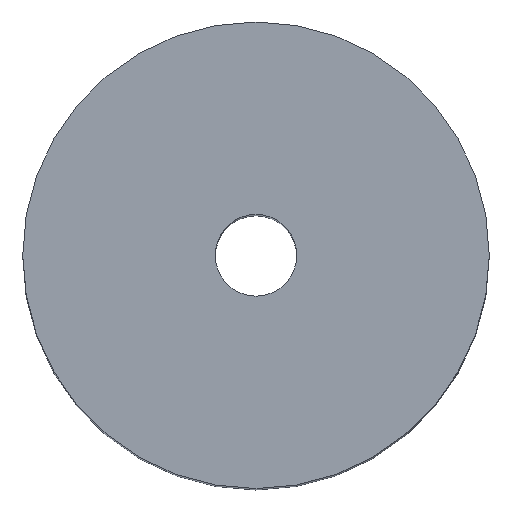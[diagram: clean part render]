
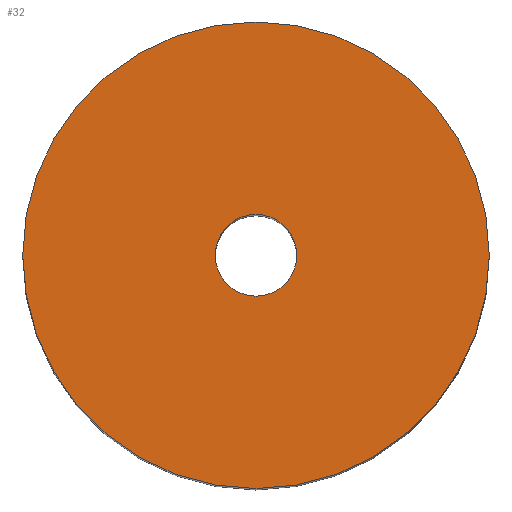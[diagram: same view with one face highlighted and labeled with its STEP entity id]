
A CAD part, top view. The second image highlights one B-rep face of the part: STEP entity #32.
In plain terms, the highlighted planar face has unit normal (0, 0, 1).
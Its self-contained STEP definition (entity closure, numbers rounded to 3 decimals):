
#1 = AXIS2_PLACEMENT_3D ( 'NONE', #117, #18, #100 ) ;
#2 = VERTEX_POINT ( 'NONE', #144 ) ;
#7 = FACE_BOUND ( 'NONE', #177, .T. ) ;
#8 = DIRECTION ( 'NONE',  ( -1., 0., 0. ) ) ;
#18 = DIRECTION ( 'NONE',  ( 0., 0., 1. ) ) ;
#25 = FACE_OUTER_BOUND ( 'NONE', #88, .T. ) ;
#26 = VERTEX_POINT ( 'NONE', #125 ) ;
#30 = CARTESIAN_POINT ( 'NONE',  ( 0., 0., 175. ) ) ;
#31 = DIRECTION ( 'NONE',  ( 0., 0., -1. ) ) ;
#32 = ADVANCED_FACE ( 'NONE', ( #7, #25 ), #236, .T. ) ;
#61 = VERTEX_POINT ( 'NONE', #109 ) ;
#72 = CIRCLE ( 'NONE', #169, 100. ) ;
#82 = CIRCLE ( 'NONE', #166, 17.5 ) ;
#88 = EDGE_LOOP ( 'NONE', ( #160, #120 ) ) ;
#93 = AXIS2_PLACEMENT_3D ( 'NONE', #204, #111, #147 ) ;
#100 = DIRECTION ( 'NONE',  ( 1., 0., 0. ) ) ;
#109 = CARTESIAN_POINT ( 'NONE',  ( -17.5, 0., 175. ) ) ;
#111 = DIRECTION ( 'NONE',  ( 0., 0., 1. ) ) ;
#115 = EDGE_CURVE ( 'NONE', #2, #61, #82, .T. ) ;
#117 = CARTESIAN_POINT ( 'NONE',  ( 0., 0., 175. ) ) ;
#120 = ORIENTED_EDGE ( 'NONE', *, *, #244, .T. ) ;
#125 = CARTESIAN_POINT ( 'NONE',  ( -100., 0., 175. ) ) ;
#134 = AXIS2_PLACEMENT_3D ( 'NONE', #30, #31, #8 ) ;
#144 = CARTESIAN_POINT ( 'NONE',  ( 17.5, 0., 175. ) ) ;
#146 = CARTESIAN_POINT ( 'NONE',  ( 0., 0., 175. ) ) ;
#147 = DIRECTION ( 'NONE',  ( 1., 0., 0. ) ) ;
#157 = VERTEX_POINT ( 'NONE', #239 ) ;
#159 = DIRECTION ( 'NONE',  ( 1., 0., 0. ) ) ;
#160 = ORIENTED_EDGE ( 'NONE', *, *, #203, .T. ) ;
#164 = DIRECTION ( 'NONE',  ( 0., 0., -1. ) ) ;
#165 = DIRECTION ( 'NONE',  ( -1., 0., 0. ) ) ;
#166 = AXIS2_PLACEMENT_3D ( 'NONE', #146, #164, #165 ) ;
#169 = AXIS2_PLACEMENT_3D ( 'NONE', #176, #231, #159 ) ;
#173 = EDGE_CURVE ( 'NONE', #61, #2, #229, .T. ) ;
#176 = CARTESIAN_POINT ( 'NONE',  ( 0., 0., 175. ) ) ;
#177 = EDGE_LOOP ( 'NONE', ( #216, #195 ) ) ;
#195 = ORIENTED_EDGE ( 'NONE', *, *, #115, .T. ) ;
#196 = CIRCLE ( 'NONE', #93, 100. ) ;
#203 = EDGE_CURVE ( 'NONE', #26, #157, #196, .T. ) ;
#204 = CARTESIAN_POINT ( 'NONE',  ( 0., 0., 175. ) ) ;
#216 = ORIENTED_EDGE ( 'NONE', *, *, #173, .T. ) ;
#229 = CIRCLE ( 'NONE', #134, 17.5 ) ;
#231 = DIRECTION ( 'NONE',  ( 0., 0., 1. ) ) ;
#236 = PLANE ( 'NONE',  #1 ) ;
#239 = CARTESIAN_POINT ( 'NONE',  ( 100., 0., 175. ) ) ;
#244 = EDGE_CURVE ( 'NONE', #157, #26, #72, .T. ) ;
